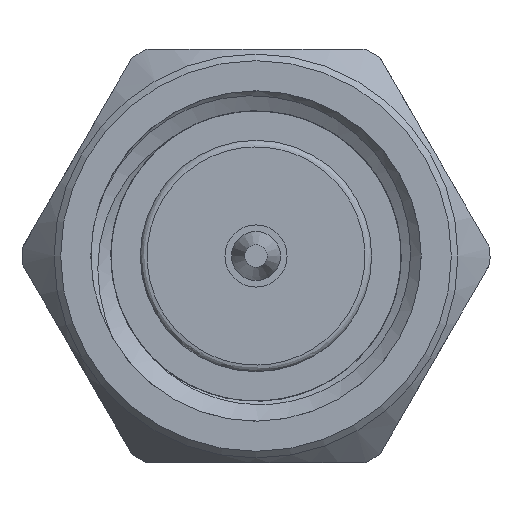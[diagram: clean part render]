
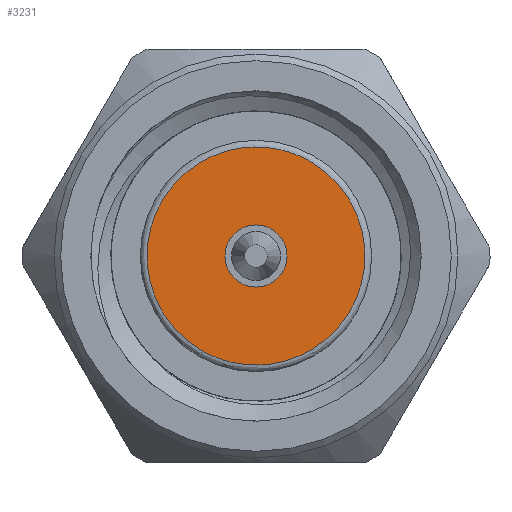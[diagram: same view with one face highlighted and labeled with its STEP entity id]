
A CAD part, left-side view. The second image highlights one B-rep face of the part: STEP entity #3231.
In plain terms, the highlighted planar face has unit normal (-1, 0, 0).
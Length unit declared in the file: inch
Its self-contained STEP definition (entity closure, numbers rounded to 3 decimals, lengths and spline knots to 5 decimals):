
#221 = DIRECTION ( 'NONE',  ( 0., 0.5, -0.866 ) ) ;
#378 = CARTESIAN_POINT ( 'NONE',  ( 0.10078, 0.18414, 0.01105 ) ) ;
#477 = ORIENTED_EDGE ( 'NONE', *, *, #2227, .F. ) ;
#564 =( BOUNDED_CURVE ( )  B_SPLINE_CURVE ( 3, ( #3411, #378, #2749, #2174 ),
 .UNSPECIFIED., .F., .T. ) 
 B_SPLINE_CURVE_WITH_KNOTS ( ( 4, 4 ),
 ( 0., 1. ),
 .UNSPECIFIED. ) 
 CURVE ( )  GEOMETRIC_REPRESENTATION_ITEM ( )  RATIONAL_B_SPLINE_CURVE ( ( 1., 0.333, 0.333, 1. ) ) 
 REPRESENTATION_ITEM ( '' )  );
#729 = VERTEX_POINT ( 'NONE', #1577 ) ;
#1041 = CARTESIAN_POINT ( 'NONE',  ( 0.10078, 0., 0. ) ) ;
#1124 = VERTEX_POINT ( 'NONE', #3573 ) ;
#1269 = DIRECTION ( 'NONE',  ( -1., 0., 0. ) ) ;
#1337 = CARTESIAN_POINT ( 'NONE',  ( 0.10078, -0.10164, -0.15395 ) ) ;
#1441 = DIRECTION ( 'NONE',  ( 1., 0., 0. ) ) ;
#1577 = CARTESIAN_POINT ( 'NONE',  ( 0.10078, -0.04125, 0.07145 ) ) ;
#1646 = CARTESIAN_POINT ( 'NONE',  ( 0.10078, 0.04125, -0.07145 ) ) ;
#1962 = CIRCLE ( 'NONE', #2818, 0.0235 ) ;
#1990 = CARTESIAN_POINT ( 'NONE',  ( 0.10078, -0.18414, -0.01105 ) ) ;
#2014 = FACE_OUTER_BOUND ( 'NONE', #2251, .T. ) ;
#2034 = PLANE ( 'NONE',  #4192 ) ;
#2102 = DIRECTION ( 'NONE',  ( 0., 0.5, -0.866 ) ) ;
#2130 = VERTEX_POINT ( 'NONE', #4256 ) ;
#2174 = CARTESIAN_POINT ( 'NONE',  ( 0.10078, -0.04125, 0.07145 ) ) ;
#2227 = EDGE_CURVE ( 'NONE', #2130, #729, #564, .T. ) ;
#2251 = EDGE_LOOP ( 'NONE', ( #477, #2314 ) ) ;
#2314 = ORIENTED_EDGE ( 'NONE', *, *, #2538, .F. ) ;
#2538 = EDGE_CURVE ( 'NONE', #729, #2130, #3170, .T. ) ;
#2544 = FACE_BOUND ( 'NONE', #3293, .T. ) ;
#2749 = CARTESIAN_POINT ( 'NONE',  ( 0.10078, 0.10164, 0.15395 ) ) ;
#2818 = AXIS2_PLACEMENT_3D ( 'NONE', #3561, #1269, #221 ) ;
#3170 =( BOUNDED_CURVE ( )  B_SPLINE_CURVE ( 3, ( #3927, #1990, #1337, #1646 ),
 .UNSPECIFIED., .F., .T. ) 
 B_SPLINE_CURVE_WITH_KNOTS ( ( 4, 4 ),
 ( 0., 1. ),
 .UNSPECIFIED. ) 
 CURVE ( )  GEOMETRIC_REPRESENTATION_ITEM ( )  RATIONAL_B_SPLINE_CURVE ( ( 1., 0.333, 0.333, 1. ) ) 
 REPRESENTATION_ITEM ( '' )  );
#3187 = ORIENTED_EDGE ( 'NONE', *, *, #3782, .F. ) ;
#3231 = ADVANCED_FACE ( 'NONE', ( #2544, #2014 ), #2034, .F. ) ;
#3293 = EDGE_LOOP ( 'NONE', ( #3187 ) ) ;
#3411 = CARTESIAN_POINT ( 'NONE',  ( 0.10078, 0.04125, -0.07145 ) ) ;
#3561 = CARTESIAN_POINT ( 'NONE',  ( 0.10078, 0., 0. ) ) ;
#3573 = CARTESIAN_POINT ( 'NONE',  ( 0.10078, 0.01175, -0.02035 ) ) ;
#3782 = EDGE_CURVE ( 'NONE', #1124, #1124, #1962, .T. ) ;
#3927 = CARTESIAN_POINT ( 'NONE',  ( 0.10078, -0.04125, 0.07145 ) ) ;
#4192 = AXIS2_PLACEMENT_3D ( 'NONE', #1041, #1441, #2102 ) ;
#4256 = CARTESIAN_POINT ( 'NONE',  ( 0.10078, 0.04125, -0.07145 ) ) ;
